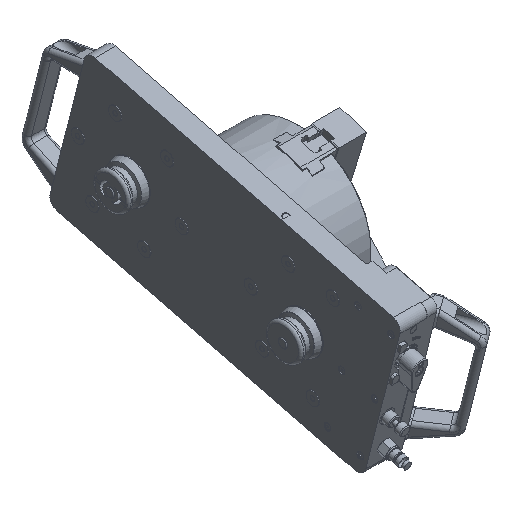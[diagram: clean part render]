
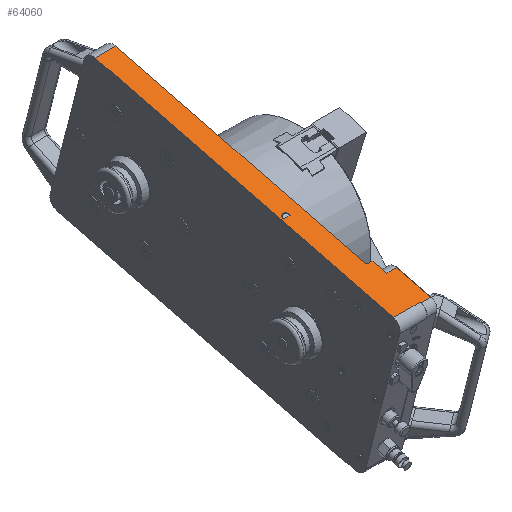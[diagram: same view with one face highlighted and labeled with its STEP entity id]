
A CAD part, isometric view. The second image highlights one B-rep face of the part: STEP entity #64060.
In plain terms, the highlighted planar face has unit normal (0, -0.246, 0.969).
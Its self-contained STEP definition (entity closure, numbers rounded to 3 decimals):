
#1499=FACE_BOUND('',#19648,.T.);
#1739=ELLIPSE('',#67343,3.788,3.709);
#1833=LINE('',#88905,#9160);
#1834=LINE('',#88907,#9161);
#1835=LINE('',#88909,#9162);
#1836=LINE('',#88911,#9163);
#1837=LINE('',#88913,#9164);
#1838=LINE('',#88915,#9165);
#1839=LINE('',#88917,#9166);
#1840=LINE('',#88921,#9167);
#1841=LINE('',#88923,#9168);
#1842=LINE('',#88925,#9169);
#1843=LINE('',#88926,#9170);
#1844=LINE('',#88929,#9171);
#9160=VECTOR('',#72110,10.);
#9161=VECTOR('',#72111,10.);
#9162=VECTOR('',#72112,10.);
#9163=VECTOR('',#72113,10.);
#9164=VECTOR('',#72114,10.);
#9165=VECTOR('',#72115,10.);
#9166=VECTOR('',#72116,10.);
#9167=VECTOR('',#72119,10.);
#9168=VECTOR('',#72120,10.);
#9169=VECTOR('',#72121,10.);
#9170=VECTOR('',#72122,10.);
#9171=VECTOR('',#72123,10.);
#16493=FACE_OUTER_BOUND('',#19647,.T.);
#19647=EDGE_LOOP('',(#39976,#39977,#39978,#39979,#39980,#39981,#39982,#39983,
#39984,#39985,#39986,#39987));
#19648=EDGE_LOOP('',(#39988,#39989));
#23040=CIRCLE('',#67342,1.);
#24636=VERTEX_POINT('',#88903);
#24637=VERTEX_POINT('',#88904);
#24638=VERTEX_POINT('',#88906);
#24639=VERTEX_POINT('',#88908);
#24640=VERTEX_POINT('',#88910);
#24641=VERTEX_POINT('',#88912);
#24642=VERTEX_POINT('',#88914);
#24643=VERTEX_POINT('',#88916);
#24644=VERTEX_POINT('',#88918);
#24645=VERTEX_POINT('',#88920);
#24646=VERTEX_POINT('',#88922);
#24647=VERTEX_POINT('',#88924);
#24648=VERTEX_POINT('',#88927);
#24649=VERTEX_POINT('',#88928);
#30583=EDGE_CURVE('',#24636,#24637,#1833,.T.);
#30584=EDGE_CURVE('',#24638,#24637,#1834,.T.);
#30585=EDGE_CURVE('',#24639,#24638,#1835,.T.);
#30586=EDGE_CURVE('',#24640,#24639,#1836,.T.);
#30587=EDGE_CURVE('',#24641,#24640,#1837,.T.);
#30588=EDGE_CURVE('',#24642,#24641,#1838,.T.);
#30589=EDGE_CURVE('',#24643,#24642,#1839,.T.);
#30590=EDGE_CURVE('',#24644,#24643,#23040,.T.);
#30591=EDGE_CURVE('',#24645,#24644,#1840,.T.);
#30592=EDGE_CURVE('',#24646,#24645,#1841,.T.);
#30593=EDGE_CURVE('',#24647,#24646,#1842,.T.);
#30594=EDGE_CURVE('',#24636,#24647,#1843,.T.);
#30595=EDGE_CURVE('',#24648,#24649,#1844,.T.);
#30596=EDGE_CURVE('',#24649,#24648,#1739,.T.);
#39976=ORIENTED_EDGE('',*,*,#30583,.T.);
#39977=ORIENTED_EDGE('',*,*,#30584,.F.);
#39978=ORIENTED_EDGE('',*,*,#30585,.F.);
#39979=ORIENTED_EDGE('',*,*,#30586,.F.);
#39980=ORIENTED_EDGE('',*,*,#30587,.F.);
#39981=ORIENTED_EDGE('',*,*,#30588,.F.);
#39982=ORIENTED_EDGE('',*,*,#30589,.F.);
#39983=ORIENTED_EDGE('',*,*,#30590,.F.);
#39984=ORIENTED_EDGE('',*,*,#30591,.F.);
#39985=ORIENTED_EDGE('',*,*,#30592,.F.);
#39986=ORIENTED_EDGE('',*,*,#30593,.F.);
#39987=ORIENTED_EDGE('',*,*,#30594,.F.);
#39988=ORIENTED_EDGE('',*,*,#30595,.F.);
#39989=ORIENTED_EDGE('',*,*,#30596,.F.);
#58757=PLANE('',#67341);
#64060=ADVANCED_FACE('',(#16493,#1499),#58757,.T.);
#67341=AXIS2_PLACEMENT_3D('',#88902,#72108,#72109);
#67342=AXIS2_PLACEMENT_3D('',#88919,#72117,#72118);
#67343=AXIS2_PLACEMENT_3D('',#88930,#72124,#72125);
#72108=DIRECTION('center_axis',(0.,-0.246,
0.969));
#72109=DIRECTION('ref_axis',(0.,-0.969,-0.246));
#72110=DIRECTION('',(0.,-0.969,-0.246));
#72111=DIRECTION('',(-1.,0.,0.));
#72112=DIRECTION('',(0.,-0.969,-0.246));
#72113=DIRECTION('',(1.,0.,0.));
#72114=DIRECTION('',(0.,-0.969,-0.246));
#72115=DIRECTION('',(0.707,-0.685,-0.174));
#72116=DIRECTION('',(1.,0.,0.));
#72117=DIRECTION('center_axis',(0.,-0.246,
0.969));
#72118=DIRECTION('ref_axis',(-0.707,-0.685,-0.174));
#72119=DIRECTION('',(0.,-0.969,-0.246));
#72120=DIRECTION('',(1.,0.,0.));
#72121=DIRECTION('',(0.,0.969,0.246));
#72122=DIRECTION('',(-1.,0.,0.));
#72123=DIRECTION('',(1.,0.,0.));
#72124=DIRECTION('center_axis',(0.,-0.246,
0.969));
#72125=DIRECTION('ref_axis',(0.,-0.969,-0.246));
#88902=CARTESIAN_POINT('Origin',(13.168,42.848,372.027));
#88903=CARTESIAN_POINT('',(43.168,-301.248,284.719));
#88904=CARTESIAN_POINT('',(43.168,-302.218,284.473));
#88905=CARTESIAN_POINT('',(43.168,-255.207,296.401));
#88906=CARTESIAN_POINT('',(54.168,-302.218,284.473));
#88907=CARTESIAN_POINT('',(43.168,-302.218,284.473));
#88908=CARTESIAN_POINT('',(54.168,-263.931,294.187));
#88909=CARTESIAN_POINT('',(54.168,-269.141,292.865));
#88910=CARTESIAN_POINT('',(43.168,-263.931,294.187));
#88911=CARTESIAN_POINT('',(43.168,-263.931,294.187));
#88912=CARTESIAN_POINT('',(43.168,-248.907,297.999));
#88913=CARTESIAN_POINT('',(43.168,-301.248,284.719));
#88914=CARTESIAN_POINT('',(42.168,-247.938,298.245));
#88915=CARTESIAN_POINT('',(-39.832,-168.456,318.412));
#88916=CARTESIAN_POINT('',(37.168,-247.938,298.245));
#88917=CARTESIAN_POINT('',(36.168,-247.938,298.245));
#88918=CARTESIAN_POINT('',(36.168,-246.968,298.491));
#88919=CARTESIAN_POINT('Origin',(37.168,-246.968,298.491));
#88920=CARTESIAN_POINT('',(36.168,33.155,369.568));
#88921=CARTESIAN_POINT('',(36.168,-310.941,282.259));
#88922=CARTESIAN_POINT('',(13.168,33.155,369.568));
#88923=CARTESIAN_POINT('',(13.168,33.155,369.568));
#88924=CARTESIAN_POINT('',(13.168,-301.248,284.719));
#88925=CARTESIAN_POINT('',(13.168,-310.941,282.259));
#88926=CARTESIAN_POINT('',(15.168,-301.248,284.719));
#88927=CARTESIAN_POINT('',(15.46,-175.852,316.536));
#88928=CARTESIAN_POINT('',(22.877,-175.852,316.536));
#88929=CARTESIAN_POINT('',(16.168,-175.852,316.536));
#88930=CARTESIAN_POINT('Origin',(19.168,-175.84,316.539));
